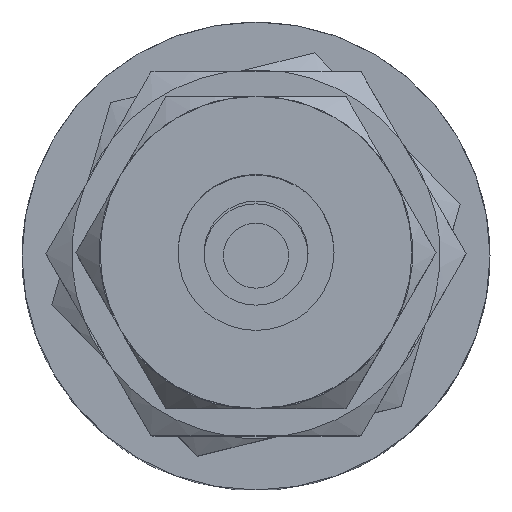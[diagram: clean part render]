
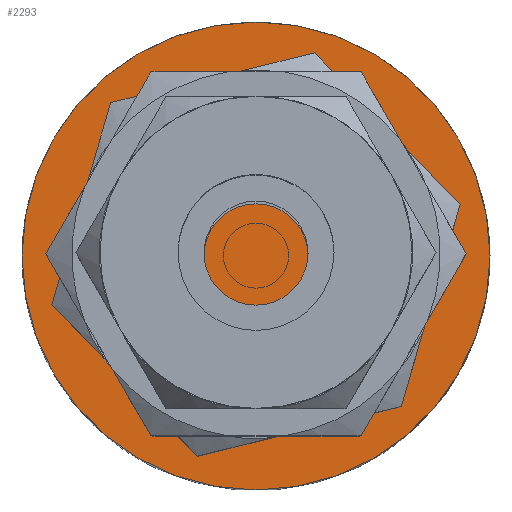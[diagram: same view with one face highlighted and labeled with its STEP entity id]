
A CAD part, top view. The second image highlights one B-rep face of the part: STEP entity #2293.
In plain terms, the highlighted planar face has unit normal (0, 0, 1).
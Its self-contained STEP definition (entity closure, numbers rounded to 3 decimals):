
#976 = FACE_OUTER_BOUND ( 'NONE', #5539, .T. ) ;
#985 = CIRCLE ( 'NONE', #10701, 9. ) ;
#1193 = DIRECTION ( 'NONE',  ( -1., 0., 0. ) ) ;
#1735 = EDGE_CURVE ( 'NONE', #2768, #2768, #985, .T. ) ;
#2293 = ADVANCED_FACE ( 'NONE', ( #976 ), #6978, .T. ) ;
#2768 = VERTEX_POINT ( 'NONE', #5760 ) ;
#4101 = DIRECTION ( 'NONE',  ( 0., 0., -1. ) ) ;
#5539 = EDGE_LOOP ( 'NONE', ( #6173 ) ) ;
#5760 = CARTESIAN_POINT ( 'NONE',  ( -9., 0., 0. ) ) ;
#6173 = ORIENTED_EDGE ( 'NONE', *, *, #1735, .F. ) ;
#6978 = PLANE ( 'NONE',  #7785 ) ;
#7108 = CARTESIAN_POINT ( 'NONE',  ( 0., 0., 0. ) ) ;
#7785 = AXIS2_PLACEMENT_3D ( 'NONE', #11743, #11830, #9877 ) ;
#9877 = DIRECTION ( 'NONE',  ( 1., 0., 0. ) ) ;
#10701 = AXIS2_PLACEMENT_3D ( 'NONE', #7108, #4101, #1193 ) ;
#11743 = CARTESIAN_POINT ( 'NONE',  ( -4.25, 0., 0. ) ) ;
#11830 = DIRECTION ( 'NONE',  ( 0., 0., 1. ) ) ;
